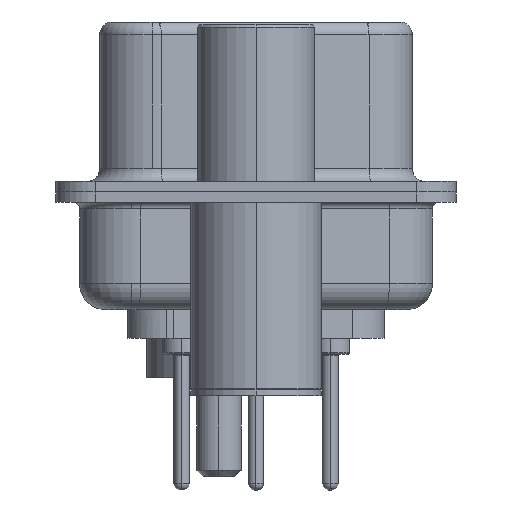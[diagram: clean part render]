
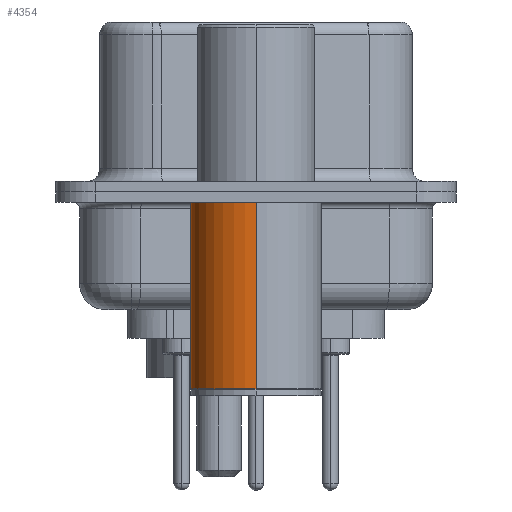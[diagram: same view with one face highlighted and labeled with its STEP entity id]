
A CAD part, left-side view. The second image highlights one B-rep face of the part: STEP entity #4354.
In plain terms, the highlighted cylindrical face has radius 2.5 mm (diameter 5 mm), a partial arc.
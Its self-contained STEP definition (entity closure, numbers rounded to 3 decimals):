
#909 = ORIENTED_EDGE ( 'NONE', *, *, #17196, .F. ) ;
#2930 = CARTESIAN_POINT ( 'NONE',  ( -2.5, 0., 0.581 ) ) ;
#3700 = CYLINDRICAL_SURFACE ( 'NONE', #17926, 2.5 ) ;
#4096 = DIRECTION ( 'NONE',  ( 0., 0., 1. ) ) ;
#4354 = ADVANCED_FACE ( 'NONE', ( #10593 ), #3700, .T. ) ;
#5002 = DIRECTION ( 'NONE',  ( 0., 0., 1. ) ) ;
#5270 = DIRECTION ( 'NONE',  ( 0., 0., 1. ) ) ;
#6567 = VERTEX_POINT ( 'NONE', #7588 ) ;
#7059 = LINE ( 'NONE', #2930, #24915 ) ;
#7174 = ORIENTED_EDGE ( 'NONE', *, *, #17648, .T. ) ;
#7588 = CARTESIAN_POINT ( 'NONE',  ( 2.5, 0., -7.525 ) ) ;
#7800 = VERTEX_POINT ( 'NONE', #26805 ) ;
#8499 = DIRECTION ( 'NONE',  ( 0., 0., 1. ) ) ;
#9084 = EDGE_CURVE ( 'NONE', #6567, #10517, #21902, .T. ) ;
#9482 = VECTOR ( 'NONE', #5002, 1000. ) ;
#9934 = CARTESIAN_POINT ( 'NONE',  ( 0., 0., 0.581 ) ) ;
#10517 = VERTEX_POINT ( 'NONE', #16040 ) ;
#10593 = FACE_OUTER_BOUND ( 'NONE', #18808, .T. ) ;
#11941 = CARTESIAN_POINT ( 'NONE',  ( 0., 0., -7.525 ) ) ;
#14137 = VERTEX_POINT ( 'NONE', #26910 ) ;
#14281 = DIRECTION ( 'NONE',  ( 1., 0., 0. ) ) ;
#15541 = DIRECTION ( 'NONE',  ( 1., 0., 0. ) ) ;
#16040 = CARTESIAN_POINT ( 'NONE',  ( 2.5, 0., -0.4 ) ) ;
#17196 = EDGE_CURVE ( 'NONE', #10517, #7800, #18722, .T. ) ;
#17648 = EDGE_CURVE ( 'NONE', #14137, #7800, #7059, .T. ) ;
#17926 = AXIS2_PLACEMENT_3D ( 'NONE', #9934, #8499, #15541 ) ;
#18056 = CARTESIAN_POINT ( 'NONE',  ( 0., 0., -0.4 ) ) ;
#18722 = CIRCLE ( 'NONE', #21329, 2.5 ) ;
#18808 = EDGE_LOOP ( 'NONE', ( #22206, #7174, #909, #21810 ) ) ;
#20404 = DIRECTION ( 'NONE',  ( 1., 0., 0. ) ) ;
#21329 = AXIS2_PLACEMENT_3D ( 'NONE', #18056, #4096, #20404 ) ;
#21810 = ORIENTED_EDGE ( 'NONE', *, *, #9084, .F. ) ;
#21902 = LINE ( 'NONE', #23692, #9482 ) ;
#22206 = ORIENTED_EDGE ( 'NONE', *, *, #26274, .T. ) ;
#23692 = CARTESIAN_POINT ( 'NONE',  ( 2.5, 0., 0.581 ) ) ;
#24915 = VECTOR ( 'NONE', #5270, 1000. ) ;
#26274 = EDGE_CURVE ( 'NONE', #6567, #14137, #29692, .T. ) ;
#26805 = CARTESIAN_POINT ( 'NONE',  ( -2.5, 0., -0.4 ) ) ;
#26910 = CARTESIAN_POINT ( 'NONE',  ( -2.5, 0., -7.525 ) ) ;
#28284 = DIRECTION ( 'NONE',  ( 0., 0., 1. ) ) ;
#29310 = AXIS2_PLACEMENT_3D ( 'NONE', #11941, #28284, #14281 ) ;
#29692 = CIRCLE ( 'NONE', #29310, 2.5 ) ;
